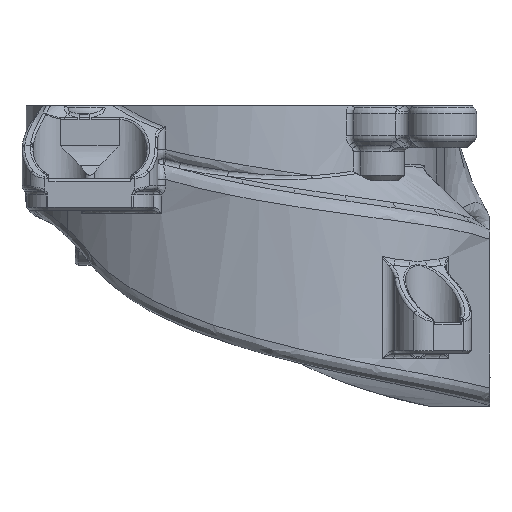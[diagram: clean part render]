
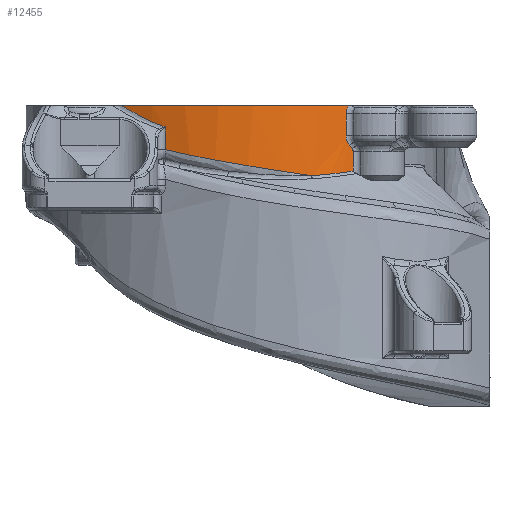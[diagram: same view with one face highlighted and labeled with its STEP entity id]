
A CAD part, left-side view. The second image highlights one B-rep face of the part: STEP entity #12455.
In plain terms, the highlighted cylindrical face has radius 22.4 mm (diameter 44.8 mm), a partial arc.
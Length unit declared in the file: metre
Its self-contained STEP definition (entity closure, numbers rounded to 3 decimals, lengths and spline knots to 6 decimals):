
#32=ELLIPSE('',#13313,0.032105,0.0224);
#712=CIRCLE('',#13314,0.0224);
#1291=CYLINDRICAL_SURFACE('',#13312,0.0224);
#1502=LINE('',#18565,#1909);
#1503=LINE('',#18580,#1910);
#1504=LINE('',#18597,#1911);
#1909=VECTOR('',#14501,1.);
#1910=VECTOR('',#14502,1.);
#1911=VECTOR('',#14503,1.);
#2533=ORIENTED_EDGE('',*,*,#6609,.T.);
#2534=ORIENTED_EDGE('',*,*,#6610,.T.);
#2535=ORIENTED_EDGE('',*,*,#6611,.F.);
#2536=ORIENTED_EDGE('',*,*,#6612,.T.);
#2537=ORIENTED_EDGE('',*,*,#6613,.T.);
#2538=ORIENTED_EDGE('',*,*,#6614,.T.);
#2539=ORIENTED_EDGE('',*,*,#6615,.T.);
#2540=ORIENTED_EDGE('',*,*,#6616,.T.);
#2541=ORIENTED_EDGE('',*,*,#6617,.T.);
#2542=ORIENTED_EDGE('',*,*,#6618,.T.);
#2543=ORIENTED_EDGE('',*,*,#6619,.F.);
#6609=EDGE_CURVE('',#8638,#8639,#32,.T.);
#6610=EDGE_CURVE('',#8639,#8640,#1502,.T.);
#6611=EDGE_CURVE('',#8641,#8640,#9825,.T.);
#6612=EDGE_CURVE('',#8641,#8642,#9826,.T.);
#6613=EDGE_CURVE('',#8642,#8643,#1503,.F.);
#6614=EDGE_CURVE('',#8643,#8644,#9827,.T.);
#6615=EDGE_CURVE('',#8644,#8645,#9828,.T.);
#6616=EDGE_CURVE('',#8645,#8646,#9829,.T.);
#6617=EDGE_CURVE('',#8646,#8647,#1504,.F.);
#6618=EDGE_CURVE('',#8647,#8648,#9830,.T.);
#6619=EDGE_CURVE('',#8638,#8648,#712,.F.);
#8638=VERTEX_POINT('',#18563);
#8639=VERTEX_POINT('',#18564);
#8640=VERTEX_POINT('',#18566);
#8641=VERTEX_POINT('',#18574);
#8642=VERTEX_POINT('',#18579);
#8643=VERTEX_POINT('',#18581);
#8644=VERTEX_POINT('',#18586);
#8645=VERTEX_POINT('',#18591);
#8646=VERTEX_POINT('',#18596);
#8647=VERTEX_POINT('',#18598);
#8648=VERTEX_POINT('',#18603);
#9825=B_SPLINE_CURVE_WITH_KNOTS('',3,(#18567,#18568,#18569,#18570,#18571,
#18572,#18573),.UNSPECIFIED.,.F.,.F.,(4,1,1,1,4),(0.024407,0.028535,
0.032663,0.036791,0.040919),.UNSPECIFIED.);
#9826=B_SPLINE_CURVE_WITH_KNOTS('',3,(#18575,#18576,#18577,#18578),
 .UNSPECIFIED.,.F.,.F.,(4,4),(0.,0.005229),
 .UNSPECIFIED.);
#9827=B_SPLINE_CURVE_WITH_KNOTS('',3,(#18582,#18583,#18584,#18585),
 .UNSPECIFIED.,.F.,.F.,(4,4),(0.,0.000312),.UNSPECIFIED.);
#9828=B_SPLINE_CURVE_WITH_KNOTS('',3,(#18587,#18588,#18589,#18590),
 .UNSPECIFIED.,.F.,.F.,(4,4),(0.,0.000513),.UNSPECIFIED.);
#9829=B_SPLINE_CURVE_WITH_KNOTS('',3,(#18592,#18593,#18594,#18595),
 .UNSPECIFIED.,.F.,.F.,(4,4),(0.,0.001262),.UNSPECIFIED.);
#9830=B_SPLINE_CURVE_WITH_KNOTS('',3,(#18599,#18600,#18601,#18602),
 .UNSPECIFIED.,.F.,.F.,(4,4),(0.,0.000978),.UNSPECIFIED.);
#10670=EDGE_LOOP('',(#2533,#2534,#2535,#2536,#2537,#2538,#2539,#2540,#2541,
#2542,#2543));
#11541=FACE_BOUND('',#10670,.T.);
#12455=ADVANCED_FACE('',(#11541),#1291,.T.);
#13312=AXIS2_PLACEMENT_3D('',#18561,#14497,#14498);
#13313=AXIS2_PLACEMENT_3D('',#18562,#14499,#14500);
#13314=AXIS2_PLACEMENT_3D('',#18604,#14504,#14505);
#14497=DIRECTION('',(0.,0.,-1.));
#14498=DIRECTION('',(-1.,0.,0.));
#14499=DIRECTION('',(-0.716,0.,0.698));
#14500=DIRECTION('',(-0.698,0.,-0.716));
#14501=DIRECTION('',(0.,0.,-1.));
#14502=DIRECTION('',(0.,0.,-1.));
#14503=DIRECTION('',(0.,0.,-1.));
#14504=DIRECTION('',(0.,0.,-1.));
#14505=DIRECTION('',(-1.,0.,0.));
#18561=CARTESIAN_POINT('',(-0.008,0.03,0.028));
#18562=CARTESIAN_POINT('',(-0.008,0.03,0.047449));
#18563=CARTESIAN_POINT('',(-0.026941,0.041958,0.028));
#18564=CARTESIAN_POINT('',(-0.029209,0.037207,0.025671));
#18565=CARTESIAN_POINT('',(-0.029209,0.037207,0.028));
#18566=CARTESIAN_POINT('',(-0.029209,0.037207,0.0232));
#18567=CARTESIAN_POINT('',(-0.028616,0.021241,0.020348));
#18568=CARTESIAN_POINT('',(-0.029152,0.022501,0.020539));
#18569=CARTESIAN_POINT('',(-0.029985,0.025092,0.020932));
#18570=CARTESIAN_POINT('',(-0.030511,0.02921,0.021596));
#18571=CARTESIAN_POINT('',(-0.030286,0.033263,0.022324));
#18572=CARTESIAN_POINT('',(-0.029641,0.035936,0.022893));
#18573=CARTESIAN_POINT('',(-0.029209,0.037207,0.0232));
#18574=CARTESIAN_POINT('',(-0.028616,0.021241,0.020348));
#18575=CARTESIAN_POINT('',(-0.028616,0.021241,0.020348));
#18576=CARTESIAN_POINT('',(-0.027927,0.019617,0.020467));
#18577=CARTESIAN_POINT('',(-0.027064,0.018111,0.020644));
#18578=CARTESIAN_POINT('',(-0.026035,0.016714,0.020852));
#18579=CARTESIAN_POINT('',(-0.026035,0.016714,0.020852));
#18580=CARTESIAN_POINT('',(-0.026035,0.016714,0.028));
#18581=CARTESIAN_POINT('',(-0.026035,0.016714,0.022986));
#18582=CARTESIAN_POINT('',(-0.026035,0.016714,0.022986));
#18583=CARTESIAN_POINT('',(-0.026035,0.016714,0.023091));
#18584=CARTESIAN_POINT('',(-0.02606,0.016748,0.023194));
#18585=CARTESIAN_POINT('',(-0.026103,0.016808,0.023269));
#18586=CARTESIAN_POINT('',(-0.026103,0.016808,0.023269));
#18587=CARTESIAN_POINT('',(-0.026103,0.016808,0.023269));
#18588=CARTESIAN_POINT('',(-0.026174,0.016905,0.02339));
#18589=CARTESIAN_POINT('',(-0.026244,0.017003,0.023511));
#18590=CARTESIAN_POINT('',(-0.026313,0.017101,0.023633));
#18591=CARTESIAN_POINT('',(-0.026313,0.017101,0.023633));
#18592=CARTESIAN_POINT('',(-0.026313,0.017101,0.023633));
#18593=CARTESIAN_POINT('',(-0.026484,0.017344,0.023932));
#18594=CARTESIAN_POINT('',(-0.026577,0.017483,0.024343));
#18595=CARTESIAN_POINT('',(-0.026577,0.017483,0.024764));
#18596=CARTESIAN_POINT('',(-0.026577,0.017483,0.024764));
#18597=CARTESIAN_POINT('',(-0.026577,0.017483,0.028));
#18598=CARTESIAN_POINT('',(-0.026577,0.017483,0.027086));
#18599=CARTESIAN_POINT('',(-0.026577,0.017483,0.027086));
#18600=CARTESIAN_POINT('',(-0.026577,0.017483,0.027412));
#18601=CARTESIAN_POINT('',(-0.02652,0.017399,0.027735));
#18602=CARTESIAN_POINT('',(-0.026416,0.017249,0.028));
#18603=CARTESIAN_POINT('',(-0.026416,0.017249,0.028));
#18604=CARTESIAN_POINT('',(-0.008,0.03,0.028));
